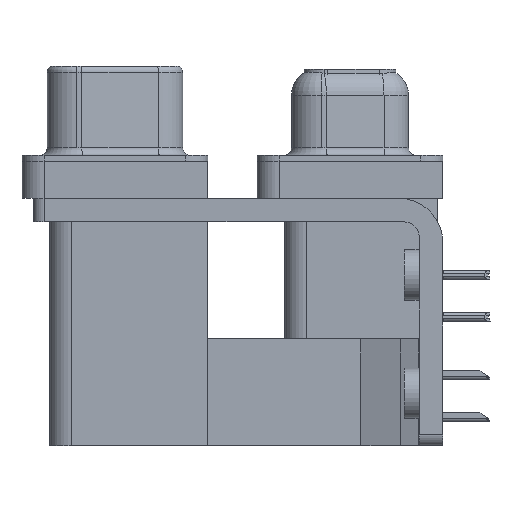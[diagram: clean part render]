
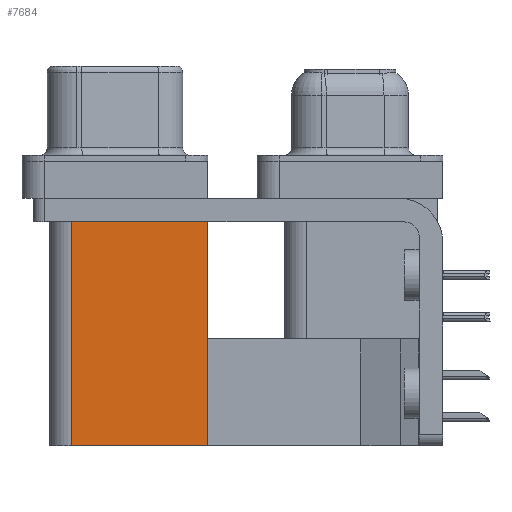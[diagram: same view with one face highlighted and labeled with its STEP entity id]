
A CAD part, left-side view. The second image highlights one B-rep face of the part: STEP entity #7684.
In plain terms, the highlighted planar face has unit normal (-1, 0, 0).
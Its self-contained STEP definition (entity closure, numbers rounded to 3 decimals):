
#6680 = CARTESIAN_POINT ( 'NONE',  ( 3.79, 9.6, -2.5 ) ) ;
#6912 = DIRECTION ( 'NONE',  ( 1., 0., 0. ) ) ;
#7005 = ORIENTED_EDGE ( 'NONE', *, *, #22210, .F. ) ;
#7221 = CARTESIAN_POINT ( 'NONE',  ( 3.79, 18.8, -2.5 ) ) ;
#7684 = ADVANCED_FACE ( 'NONE', ( #35580 ), #9721, .F. ) ;
#9356 = VECTOR ( 'NONE', #36655, 1000. ) ;
#9721 = PLANE ( 'NONE',  #34707 ) ;
#9792 = ORIENTED_EDGE ( 'NONE', *, *, #18139, .T. ) ;
#11205 = VERTEX_POINT ( 'NONE', #20836 ) ;
#12958 = DIRECTION ( 'NONE',  ( 0., 0., 1. ) ) ;
#13092 = CARTESIAN_POINT ( 'NONE',  ( 3.79, 9.6, -19.2 ) ) ;
#15440 = DIRECTION ( 'NONE',  ( 0., 0., 1. ) ) ;
#16491 = EDGE_LOOP ( 'NONE', ( #9792, #35551, #7005, #28859 ) ) ;
#17225 = CARTESIAN_POINT ( 'NONE',  ( 3.79, 9.6, -19.2 ) ) ;
#18139 = EDGE_CURVE ( 'NONE', #27237, #25184, #26499, .T. ) ;
#18436 = DIRECTION ( 'NONE',  ( 0., 0., -1. ) ) ;
#19161 = VERTEX_POINT ( 'NONE', #13092 ) ;
#20084 = CARTESIAN_POINT ( 'NONE',  ( 3.79, 9.6, -2.5 ) ) ;
#20836 = CARTESIAN_POINT ( 'NONE',  ( 3.79, 18.8, -19.2 ) ) ;
#21258 = CARTESIAN_POINT ( 'NONE',  ( 3.79, 9.6, -19.2 ) ) ;
#21851 = VECTOR ( 'NONE', #29112, 1000. ) ;
#22210 = EDGE_CURVE ( 'NONE', #19161, #11205, #25704, .T. ) ;
#23211 = VECTOR ( 'NONE', #12958, 1000. ) ;
#25184 = VERTEX_POINT ( 'NONE', #7221 ) ;
#25704 = LINE ( 'NONE', #17225, #9356 ) ;
#26220 = VECTOR ( 'NONE', #15440, 1000. ) ;
#26499 = LINE ( 'NONE', #6680, #21851 ) ;
#27237 = VERTEX_POINT ( 'NONE', #20084 ) ;
#27499 = CARTESIAN_POINT ( 'NONE',  ( 3.79, 9.6, -19.2 ) ) ;
#28859 = ORIENTED_EDGE ( 'NONE', *, *, #29987, .T. ) ;
#29112 = DIRECTION ( 'NONE',  ( 0., 1., 0. ) ) ;
#29758 = CARTESIAN_POINT ( 'NONE',  ( 3.79, 18.8, -19.2 ) ) ;
#29987 = EDGE_CURVE ( 'NONE', #19161, #27237, #35769, .T. ) ;
#32252 = EDGE_CURVE ( 'NONE', #11205, #25184, #35598, .T. ) ;
#34707 = AXIS2_PLACEMENT_3D ( 'NONE', #21258, #6912, #18436 ) ;
#35551 = ORIENTED_EDGE ( 'NONE', *, *, #32252, .F. ) ;
#35580 = FACE_OUTER_BOUND ( 'NONE', #16491, .T. ) ;
#35598 = LINE ( 'NONE', #29758, #26220 ) ;
#35769 = LINE ( 'NONE', #27499, #23211 ) ;
#36655 = DIRECTION ( 'NONE',  ( 0., 1., 0. ) ) ;
